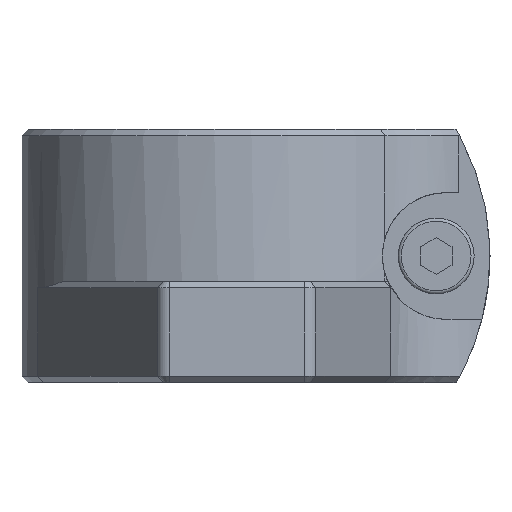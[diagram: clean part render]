
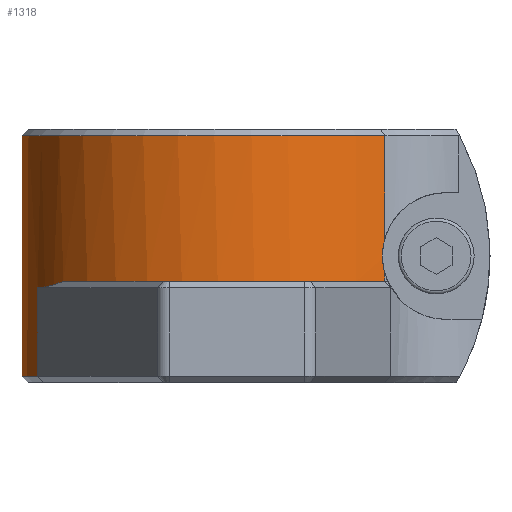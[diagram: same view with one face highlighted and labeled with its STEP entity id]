
A CAD part, left-side view. The second image highlights one B-rep face of the part: STEP entity #1318.
In plain terms, the highlighted cylindrical face has radius 17 mm (diameter 34 mm), a partial arc.
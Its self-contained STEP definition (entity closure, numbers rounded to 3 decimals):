
#18=ELLIPSE('',#1483,24.042,17.);
#19=ELLIPSE('',#1485,24.042,17.);
#40=B_SPLINE_CURVE_WITH_KNOTS('',3,(#2308,#2309,#2310,#2311),
 .UNSPECIFIED.,.F.,.F.,(4,4),(-0.001,0.001),
 .UNSPECIFIED.);
#88=CYLINDRICAL_SURFACE('',#1481,17.);
#125=LINE('',#2072,#226);
#129=LINE('',#2100,#230);
#167=LINE('',#2297,#268);
#169=LINE('',#2303,#270);
#170=LINE('',#2306,#271);
#226=VECTOR('',#1647,1000.);
#230=VECTOR('',#1659,1000.);
#268=VECTOR('',#1799,1000.);
#270=VECTOR('',#1805,1000.);
#271=VECTOR('',#1808,1000.);
#506=ORIENTED_EDGE('',*,*,#819,.T.);
#507=ORIENTED_EDGE('',*,*,#821,.T.);
#508=ORIENTED_EDGE('',*,*,#822,.F.);
#509=ORIENTED_EDGE('',*,*,#823,.F.);
#510=ORIENTED_EDGE('',*,*,#777,.F.);
#511=ORIENTED_EDGE('',*,*,#824,.F.);
#512=ORIENTED_EDGE('',*,*,#825,.T.);
#513=ORIENTED_EDGE('',*,*,#737,.F.);
#514=ORIENTED_EDGE('',*,*,#826,.T.);
#515=ORIENTED_EDGE('',*,*,#729,.T.);
#516=ORIENTED_EDGE('',*,*,#720,.F.);
#517=ORIENTED_EDGE('',*,*,#827,.F.);
#720=EDGE_CURVE('',#899,#892,#998,.F.);
#729=EDGE_CURVE('',#906,#892,#125,.T.);
#737=EDGE_CURVE('',#912,#913,#129,.T.);
#777=EDGE_CURVE('',#944,#945,#1019,.F.);
#819=EDGE_CURVE('',#974,#973,#167,.T.);
#821=EDGE_CURVE('',#973,#975,#1036,.T.);
#822=EDGE_CURVE('',#976,#975,#169,.T.);
#823=EDGE_CURVE('',#945,#976,#18,.F.);
#824=EDGE_CURVE('',#977,#944,#170,.T.);
#825=EDGE_CURVE('',#977,#913,#40,.T.);
#826=EDGE_CURVE('',#912,#906,#1037,.F.);
#827=EDGE_CURVE('',#974,#899,#19,.F.);
#892=VERTEX_POINT('',#2024);
#899=VERTEX_POINT('',#2038);
#906=VERTEX_POINT('',#2073);
#912=VERTEX_POINT('',#2099);
#913=VERTEX_POINT('',#2101);
#944=VERTEX_POINT('',#2206);
#945=VERTEX_POINT('',#2208);
#973=VERTEX_POINT('',#2296);
#974=VERTEX_POINT('',#2298);
#975=VERTEX_POINT('',#2302);
#976=VERTEX_POINT('',#2304);
#977=VERTEX_POINT('',#2307);
#998=CIRCLE('',#1420,17.);
#1019=CIRCLE('',#1452,17.);
#1036=CIRCLE('',#1482,17.);
#1037=CIRCLE('',#1484,17.);
#1098=EDGE_LOOP('',(#506,#507,#508,#509,#510,#511,#512,#513,#514,#515,#516,
#517));
#1196=FACE_BOUND('',#1098,.T.);
#1318=ADVANCED_FACE('',(#1196),#88,.T.);
#1420=AXIS2_PLACEMENT_3D('',#2039,#1634,#1635);
#1452=AXIS2_PLACEMENT_3D('',#2207,#1718,#1719);
#1481=AXIS2_PLACEMENT_3D('',#2300,#1801,#1802);
#1482=AXIS2_PLACEMENT_3D('',#2301,#1803,#1804);
#1483=AXIS2_PLACEMENT_3D('',#2305,#1806,#1807);
#1484=AXIS2_PLACEMENT_3D('',#2312,#1809,#1810);
#1485=AXIS2_PLACEMENT_3D('',#2313,#1811,#1812);
#1634=DIRECTION('',(0.,0.,1.));
#1635=DIRECTION('',(1.,0.,0.));
#1647=DIRECTION('',(0.,0.,-1.));
#1659=DIRECTION('',(0.,0.,-1.));
#1718=DIRECTION('',(0.,0.,1.));
#1719=DIRECTION('',(1.,0.,0.));
#1799=DIRECTION('',(0.,0.,-1.));
#1801=DIRECTION('',(0.,0.,-1.));
#1802=DIRECTION('',(-1.,0.,0.));
#1803=DIRECTION('',(0.,0.,1.));
#1804=DIRECTION('',(1.,0.,0.));
#1805=DIRECTION('',(0.,0.,-1.));
#1806=DIRECTION('',(-0.27,0.654,0.707));
#1807=DIRECTION('',(-0.27,0.654,-0.707));
#1808=DIRECTION('',(0.,0.,-1.));
#1809=DIRECTION('',(0.,0.,1.));
#1810=DIRECTION('',(1.,0.,0.));
#1811=DIRECTION('',(0.27,0.654,0.707));
#1812=DIRECTION('',(0.27,0.654,-0.707));
#2024=CARTESIAN_POINT('',(12.333,-11.7,8.));
#2038=CARTESIAN_POINT('',(10.083,13.687,8.));
#2039=CARTESIAN_POINT('',(0.,0.,8.));
#2072=CARTESIAN_POINT('',(12.333,-11.7,20.));
#2073=CARTESIAN_POINT('',(12.333,-11.7,19.5));
#2099=CARTESIAN_POINT('',(-12.333,-11.7,19.5));
#2100=CARTESIAN_POINT('',(-12.333,-11.7,20.));
#2101=CARTESIAN_POINT('',(-12.333,-11.7,11.4));
#2206=CARTESIAN_POINT('',(-12.333,-11.7,8.));
#2207=CARTESIAN_POINT('',(0.,0.,8.));
#2208=CARTESIAN_POINT('',(-10.083,13.687,8.));
#2296=CARTESIAN_POINT('',(6.491,15.712,0.5));
#2297=CARTESIAN_POINT('',(6.491,15.712,8.));
#2298=CARTESIAN_POINT('',(6.491,15.712,7.5));
#2300=CARTESIAN_POINT('',(0.,0.,8.));
#2301=CARTESIAN_POINT('',(0.,0.,0.5));
#2302=CARTESIAN_POINT('',(-6.491,15.712,0.5));
#2303=CARTESIAN_POINT('',(-6.491,15.712,8.));
#2304=CARTESIAN_POINT('',(-6.491,15.712,7.5));
#2305=CARTESIAN_POINT('',(0.,0.,24.5));
#2306=CARTESIAN_POINT('',(-12.333,-11.7,20.));
#2307=CARTESIAN_POINT('',(-12.333,-11.7,8.6));
#2308=CARTESIAN_POINT('',(-12.333,-11.7,8.6));
#2309=CARTESIAN_POINT('',(-12.582,-11.438,9.498));
#2310=CARTESIAN_POINT('',(-12.582,-11.438,10.502));
#2311=CARTESIAN_POINT('',(-12.333,-11.7,11.4));
#2312=CARTESIAN_POINT('',(0.,0.,19.5));
#2313=CARTESIAN_POINT('',(0.,0.,24.5));
